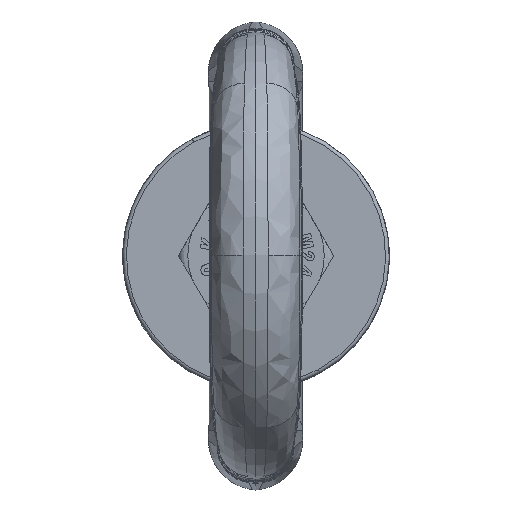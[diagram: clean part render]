
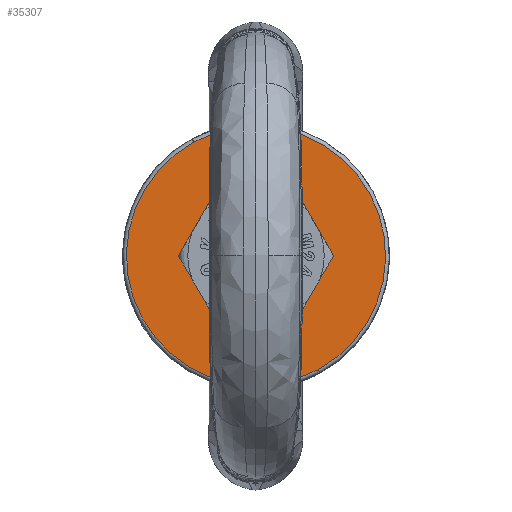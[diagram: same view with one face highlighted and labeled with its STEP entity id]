
A CAD part, top view. The second image highlights one B-rep face of the part: STEP entity #35307.
In plain terms, the highlighted planar face has unit normal (0, 0, 1).
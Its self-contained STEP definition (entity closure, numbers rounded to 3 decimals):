
#35151=CARTESIAN_POINT('Vertex',(-16.66,30.496,-6.)) ;
#35167=CARTESIAN_POINT('Vertex',(16.66,-30.496,-6.)) ;
#35170=CARTESIAN_POINT('Axis2P3D Location',(0.,0.,-6.)) ;
#35192=CARTESIAN_POINT('Axis2P3D Location',(0.,0.,-6.)) ;
#35298=CARTESIAN_POINT('Axis2P3D Location',(0.,-35.75,-6.)) ;
#35171=DIRECTION('Axis2P3D Direction',(0.,-0.,1.)) ;
#35193=DIRECTION('Axis2P3D Direction',(0.,0.,1.)) ;
#35299=DIRECTION('Axis2P3D Direction',(0.,0.,1.)) ;
#35300=DIRECTION('Axis2P3D XDirection',(1.,0.,0.)) ;
#35172=AXIS2_PLACEMENT_3D('Circle Axis2P3D',#35170,#35171,$) ;
#35194=AXIS2_PLACEMENT_3D('Circle Axis2P3D',#35192,#35193,$) ;
#35301=AXIS2_PLACEMENT_3D('Plane Axis2P3D',#35298,#35299,#35300) ;
#35304=ORIENTED_EDGE('',*,*,#35196,.T.) ;
#35305=ORIENTED_EDGE('',*,*,#35174,.T.) ;
#35307=ADVANCED_FACE('YK8231-053C-M',(#35306),#35302,.T.) ;
#35173=CIRCLE('generated circle',#35172,34.75) ;
#35195=CIRCLE('generated circle',#35194,34.75) ;
#35174=EDGE_CURVE('',#35152,#35168,#35173,.T.) ;
#35196=EDGE_CURVE('',#35168,#35152,#35195,.T.) ;
#35303=EDGE_LOOP('',(#35304,#35305)) ;
#35306=FACE_OUTER_BOUND('',#35303,.T.) ;
#35302=PLANE('',#35301) ;
#35152=VERTEX_POINT('',#35151) ;
#35168=VERTEX_POINT('',#35167) ;
